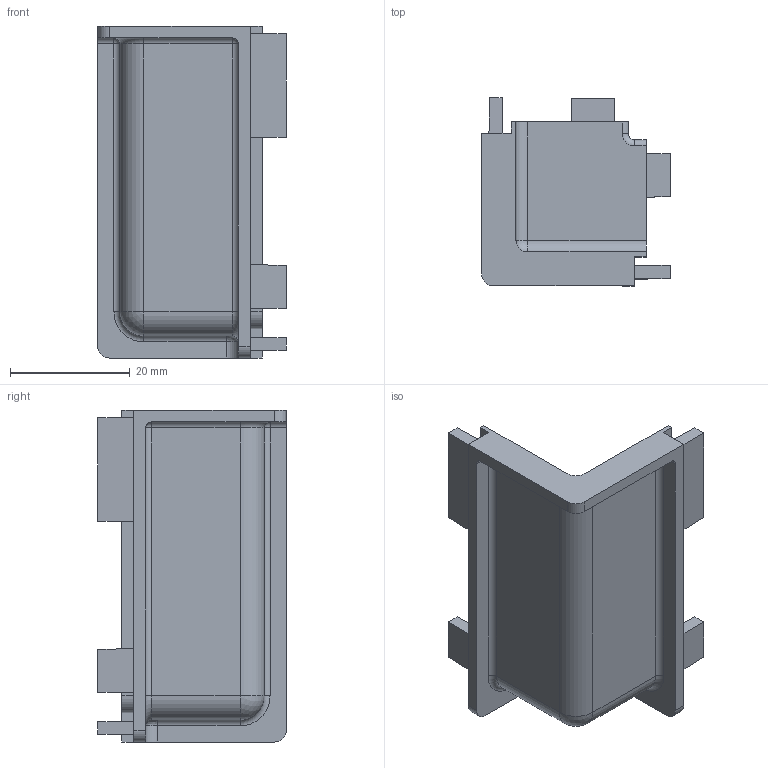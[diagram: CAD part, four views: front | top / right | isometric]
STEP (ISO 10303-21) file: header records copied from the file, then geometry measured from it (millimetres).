
FILE_DESCRIPTION(/* description */ (''),/* implementation_level */ '2;1');
FILE_NAME(/* name */ 'PA-LACZVELLO-LIN.stp',/* time_stamp */ '2022-08-29T14:58:07+02:00',/* author */ ('tomaszw'),/* organization */ (''),/* preprocessor_version */ 'ST-DEVELOPER v19.2',/* originating_system */ 'Autodesk Inventor 2023',/* authorisation */ '');
FILE_SCHEMA (('AUTOMOTIVE_DESIGN { 1 0 10303 214 3 1 1 }'));
Length unit declared in the file: millimetre
Products named in the file (1): GTV-237-inner_corner_90deg
Bounding box: 31.5 x 31.5 x 55.5 mm (x, y, z)
Volume: 7430.6 mm3; surface area: 8146.4 mm2
Topology: 1 solids, 1 shells, 87 faces, 215 edges, 136 vertices
Faces by surface type: plane 55, cylinder 23, sphere 4, torus 4, bspline 1
Entity records: 2591 total; most frequent: CARTESIAN_POINT 447, DIRECTION 440, ORIENTED_EDGE 430, EDGE_CURVE 215, LINE 164, VECTOR 164, AXIS2_PLACEMENT_3D 138, VERTEX_POINT 136
